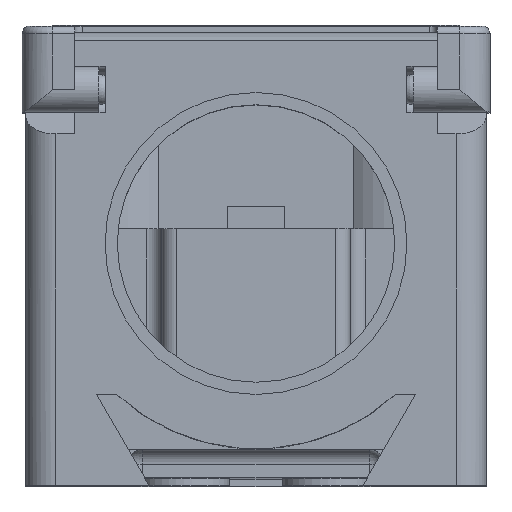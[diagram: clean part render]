
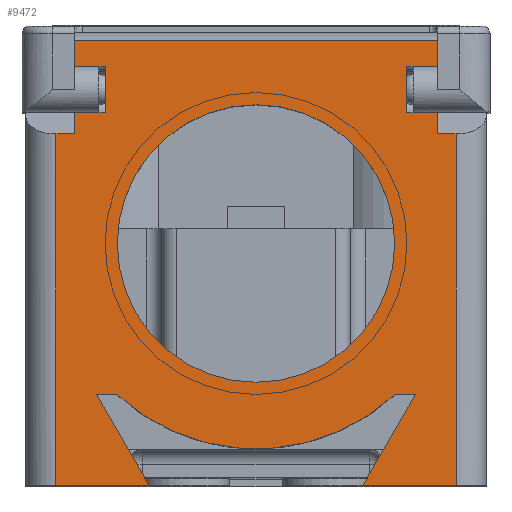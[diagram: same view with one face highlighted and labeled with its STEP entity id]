
A CAD part, top view. The second image highlights one B-rep face of the part: STEP entity #9472.
In plain terms, the highlighted planar face has unit normal (0, 0, 1).
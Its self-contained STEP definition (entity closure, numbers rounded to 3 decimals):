
#3052=CARTESIAN_POINT('',(-13.25,13.256,62.));
#3054=DIRECTION('',(0.,-1.,0.));
#3055=VECTOR('',#3054,23.256);
#3056=CARTESIAN_POINT('',(-13.25,13.256,62.));
#3057=LINE('',#3056,#3055);
#3062=DIRECTION('',(-1.,0.,0.));
#3063=VECTOR('',#3062,1.25);
#3064=CARTESIAN_POINT('',(-12.,13.256,62.));
#3065=LINE('',#3064,#3063);
#3250=DIRECTION('',(0.,1.,0.));
#3251=VECTOR('',#3250,23.256);
#3252=CARTESIAN_POINT('',(13.25,-10.,62.));
#3253=LINE('',#3252,#3251);
#3258=DIRECTION('',(0.5,-0.866,0.));
#3259=VECTOR('',#3258,6.928);
#3260=CARTESIAN_POINT('',(-10.564,-4.,62.));
#3261=LINE('',#3260,#3259);
#3262=DIRECTION('',(-1.,0.,0.));
#3263=VECTOR('',#3262,6.15);
#3264=CARTESIAN_POINT('',(-7.1,-10.,62.));
#3265=LINE('',#3264,#3263);
#3266=DIRECTION('',(0.,1.,0.));
#3267=VECTOR('',#3266,1.394);
#3268=CARTESIAN_POINT('',(-12.,13.256,62.));
#3269=LINE('',#3268,#3267);
#3270=DIRECTION('',(0.,1.,0.));
#3271=VECTOR('',#3270,1.681);
#3272=CARTESIAN_POINT('',(-12.,17.75,62.));
#3273=LINE('',#3272,#3271);
#3274=DIRECTION('',(1.,0.,0.));
#3275=VECTOR('',#3274,1.25);
#3276=CARTESIAN_POINT('',(12.,13.256,62.));
#3277=LINE('',#3276,#3275);
#3278=DIRECTION('',(-1.,0.,0.));
#3279=VECTOR('',#3278,6.15);
#3280=CARTESIAN_POINT('',(13.25,-10.,62.));
#3281=LINE('',#3280,#3279);
#3282=DIRECTION('',(0.5,0.866,0.));
#3283=VECTOR('',#3282,6.928);
#3284=CARTESIAN_POINT('',(7.1,-10.,62.));
#3285=LINE('',#3284,#3283);
#3286=CARTESIAN_POINT('',(0.,6.,62.));
#3287=DIRECTION('',(0.,0.,-1.));
#3288=DIRECTION('',(0.678,-0.735,0.));
#3289=AXIS2_PLACEMENT_3D('',#3286,#3287,#3288);
#3291=CARTESIAN_POINT('',(0.,6.,62.));
#3292=DIRECTION('',(0.,0.,1.));
#3293=DIRECTION('',(1.,0.,0.));
#3294=AXIS2_PLACEMENT_3D('',#3291,#3292,#3293);
#3296=CARTESIAN_POINT('',(0.,6.,62.));
#3297=DIRECTION('',(0.,0.,1.));
#3298=DIRECTION('',(-1.,0.,0.));
#3299=AXIS2_PLACEMENT_3D('',#3296,#3297,#3298);
#3301=DIRECTION('',(1.,0.,0.));
#3302=VECTOR('',#3301,1.347);
#3303=CARTESIAN_POINT('',(-10.564,-4.,62.));
#3304=LINE('',#3303,#3302);
#3330=DIRECTION('',(1.,0.,0.));
#3331=VECTOR('',#3330,1.347);
#3332=CARTESIAN_POINT('',(9.217,-4.,62.));
#3333=LINE('',#3332,#3331);
#3470=DIRECTION('',(-1.,0.,0.));
#3471=VECTOR('',#3470,24.);
#3472=CARTESIAN_POINT('',(12.,19.431,62.));
#3473=LINE('',#3472,#3471);
#3502=DIRECTION('',(0.,1.,0.));
#3503=VECTOR('',#3502,1.681);
#3504=CARTESIAN_POINT('',(12.,17.75,62.));
#3505=LINE('',#3504,#3503);
#3514=DIRECTION('',(0.,1.,0.));
#3515=VECTOR('',#3514,1.394);
#3516=CARTESIAN_POINT('',(12.,13.256,62.));
#3517=LINE('',#3516,#3515);
#3531=DIRECTION('',(-1.,0.,0.));
#3532=VECTOR('',#3531,2.);
#3533=CARTESIAN_POINT('',(12.,14.65,62.));
#3534=LINE('',#3533,#3532);
#3549=DIRECTION('',(0.,1.,0.));
#3550=VECTOR('',#3549,3.1);
#3551=CARTESIAN_POINT('',(10.,14.65,62.));
#3552=LINE('',#3551,#3550);
#3567=DIRECTION('',(1.,0.,0.));
#3568=VECTOR('',#3567,2.);
#3569=CARTESIAN_POINT('',(10.,17.75,62.));
#3570=LINE('',#3569,#3568);
#3593=DIRECTION('',(1.,0.,0.));
#3594=VECTOR('',#3593,2.);
#3595=CARTESIAN_POINT('',(-12.,17.75,62.));
#3596=LINE('',#3595,#3594);
#3611=DIRECTION('',(0.,-1.,0.));
#3612=VECTOR('',#3611,3.1);
#3613=CARTESIAN_POINT('',(-10.,17.75,62.));
#3614=LINE('',#3613,#3612);
#3633=DIRECTION('',(-1.,0.,0.));
#3634=VECTOR('',#3633,2.);
#3635=CARTESIAN_POINT('',(-10.,14.65,62.));
#3636=LINE('',#3635,#3634);
#6618=CARTESIAN_POINT('',(-13.25,-10.,62.));
#6619=VERTEX_POINT('',#6618);
#6620=CARTESIAN_POINT('',(-7.1,-10.,62.));
#6621=VERTEX_POINT('',#6620);
#6631=CARTESIAN_POINT('',(7.1,-10.,62.));
#6633=VERTEX_POINT('',#6631);
#6634=CARTESIAN_POINT('',(13.25,-10.,62.));
#6635=VERTEX_POINT('',#6634);
#7159=VERTEX_POINT('',#3052);
#7162=CARTESIAN_POINT('',(-12.,13.256,62.));
#7163=VERTEX_POINT('',#7162);
#7164=CARTESIAN_POINT('',(-10.564,-4.,62.));
#7165=CARTESIAN_POINT('',(-9.217,-4.,62.));
#7166=VERTEX_POINT('',#7164);
#7167=VERTEX_POINT('',#7165);
#7168=CARTESIAN_POINT('',(-12.,14.65,62.));
#7169=VERTEX_POINT('',#7168);
#7170=CARTESIAN_POINT('',(-10.,14.65,62.));
#7171=VERTEX_POINT('',#7170);
#7172=CARTESIAN_POINT('',(-10.,17.75,62.));
#7173=VERTEX_POINT('',#7172);
#7174=CARTESIAN_POINT('',(-12.,17.75,62.));
#7175=VERTEX_POINT('',#7174);
#7176=CARTESIAN_POINT('',(-12.,19.431,62.));
#7177=VERTEX_POINT('',#7176);
#7178=CARTESIAN_POINT('',(12.,19.431,62.));
#7179=VERTEX_POINT('',#7178);
#7180=CARTESIAN_POINT('',(12.,17.75,62.));
#7181=VERTEX_POINT('',#7180);
#7182=CARTESIAN_POINT('',(10.,17.75,62.));
#7183=VERTEX_POINT('',#7182);
#7184=CARTESIAN_POINT('',(10.,14.65,62.));
#7185=VERTEX_POINT('',#7184);
#7186=CARTESIAN_POINT('',(12.,14.65,62.));
#7187=VERTEX_POINT('',#7186);
#7188=CARTESIAN_POINT('',(12.,13.256,62.));
#7189=VERTEX_POINT('',#7188);
#7190=CARTESIAN_POINT('',(13.25,13.256,62.));
#7191=VERTEX_POINT('',#7190);
#7192=CARTESIAN_POINT('',(10.564,-4.,62.));
#7193=VERTEX_POINT('',#7192);
#7194=CARTESIAN_POINT('',(9.217,-4.,62.));
#7195=VERTEX_POINT('',#7194);
#7196=CARTESIAN_POINT('',(9.19,6.,62.));
#7197=CARTESIAN_POINT('',(-9.19,6.,62.));
#7198=VERTEX_POINT('',#7196);
#7199=VERTEX_POINT('',#7197);
#9421=CARTESIAN_POINT('',(-15.25,-10.,62.));
#9422=DIRECTION('',(0.,0.,1.));
#9423=DIRECTION('',(1.,0.,0.));
#9424=AXIS2_PLACEMENT_3D('',#9421,#9422,#9423);
#9425=PLANE('',#9424);
#9427=ORIENTED_EDGE('',*,*,#9426,.F.);
#9428=ORIENTED_EDGE('',*,*,#8955,.T.);
#9429=ORIENTED_EDGE('',*,*,#9146,.T.);
#9430=ORIENTED_EDGE('',*,*,#9170,.F.);
#9431=ORIENTED_EDGE('',*,*,#9193,.F.);
#9433=ORIENTED_EDGE('',*,*,#9432,.T.);
#9435=ORIENTED_EDGE('',*,*,#9434,.F.);
#9437=ORIENTED_EDGE('',*,*,#9436,.F.);
#9439=ORIENTED_EDGE('',*,*,#9438,.F.);
#9441=ORIENTED_EDGE('',*,*,#9440,.T.);
#9443=ORIENTED_EDGE('',*,*,#9442,.F.);
#9445=ORIENTED_EDGE('',*,*,#9444,.F.);
#9447=ORIENTED_EDGE('',*,*,#9446,.F.);
#9449=ORIENTED_EDGE('',*,*,#9448,.F.);
#9451=ORIENTED_EDGE('',*,*,#9450,.F.);
#9453=ORIENTED_EDGE('',*,*,#9452,.F.);
#9454=ORIENTED_EDGE('',*,*,#9394,.T.);
#9455=ORIENTED_EDGE('',*,*,#9412,.F.);
#9457=ORIENTED_EDGE('',*,*,#9456,.T.);
#9459=ORIENTED_EDGE('',*,*,#9458,.T.);
#9461=ORIENTED_EDGE('',*,*,#9460,.F.);
#9463=ORIENTED_EDGE('',*,*,#9462,.T.);
#9464=EDGE_LOOP('',(#9427,#9428,#9429,#9430,#9431,#9433,#9435,#9437,#9439,#9441,
#9443,#9445,#9447,#9449,#9451,#9453,#9454,#9455,#9457,#9459,#9461,#9463));
#9465=FACE_OUTER_BOUND('',#9464,.F.);
#9467=ORIENTED_EDGE('',*,*,#9466,.T.);
#9469=ORIENTED_EDGE('',*,*,#9468,.T.);
#9470=EDGE_LOOP('',(#9467,#9469));
#9471=FACE_BOUND('',#9470,.F.);
#9472=ADVANCED_FACE('',(#9465,#9471),#9425,.T.);
#3290=CIRCLE('',#3289,13.6);
#3295=CIRCLE('',#3294,9.19);
#3300=CIRCLE('',#3299,9.19);
#8955=EDGE_CURVE('',#7166,#6621,#3261,.T.);
#9146=EDGE_CURVE('',#6621,#6619,#3265,.T.);
#9170=EDGE_CURVE('',#7159,#6619,#3057,.T.);
#9193=EDGE_CURVE('',#7163,#7159,#3065,.T.);
#9394=EDGE_CURVE('',#7189,#7191,#3277,.T.);
#9412=EDGE_CURVE('',#6635,#7191,#3253,.T.);
#9426=EDGE_CURVE('',#7166,#7167,#3304,.T.);
#9432=EDGE_CURVE('',#7163,#7169,#3269,.T.);
#9434=EDGE_CURVE('',#7171,#7169,#3636,.T.);
#9436=EDGE_CURVE('',#7173,#7171,#3614,.T.);
#9438=EDGE_CURVE('',#7175,#7173,#3596,.T.);
#9440=EDGE_CURVE('',#7175,#7177,#3273,.T.);
#9442=EDGE_CURVE('',#7179,#7177,#3473,.T.);
#9444=EDGE_CURVE('',#7181,#7179,#3505,.T.);
#9446=EDGE_CURVE('',#7183,#7181,#3570,.T.);
#9448=EDGE_CURVE('',#7185,#7183,#3552,.T.);
#9450=EDGE_CURVE('',#7187,#7185,#3534,.T.);
#9452=EDGE_CURVE('',#7189,#7187,#3517,.T.);
#9456=EDGE_CURVE('',#6635,#6633,#3281,.T.);
#9458=EDGE_CURVE('',#6633,#7193,#3285,.T.);
#9460=EDGE_CURVE('',#7195,#7193,#3333,.T.);
#9462=EDGE_CURVE('',#7195,#7167,#3290,.T.);
#9466=EDGE_CURVE('',#7198,#7199,#3295,.T.);
#9468=EDGE_CURVE('',#7199,#7198,#3300,.T.);
